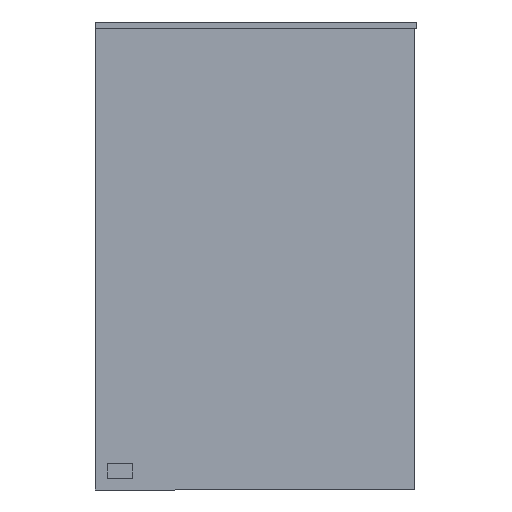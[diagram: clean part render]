
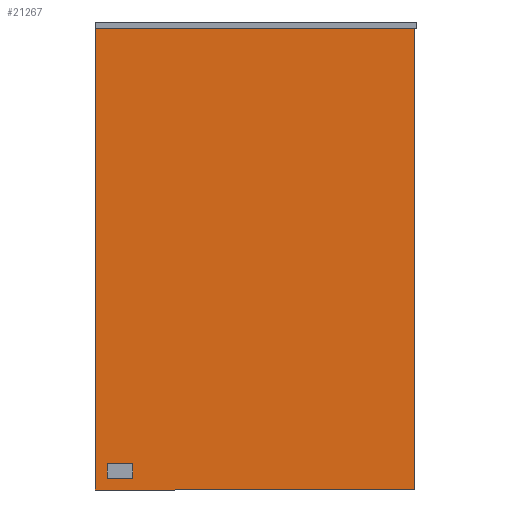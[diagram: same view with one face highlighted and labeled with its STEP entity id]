
A CAD part, left-side view. The second image highlights one B-rep face of the part: STEP entity #21267.
In plain terms, the highlighted planar face has unit normal (-1, 0, 0).
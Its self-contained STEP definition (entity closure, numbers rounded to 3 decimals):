
#1302=PLANE('',#23715);
#2366=FACE_OUTER_BOUND('',#3581,.T.);
#3581=EDGE_LOOP('',(#18572,#18573,#18574,#18575));
#5560=LINE('',#36689,#7664);
#5564=LINE('',#36697,#7668);
#5567=LINE('',#36703,#7671);
#5570=LINE('',#36708,#7674);
#7664=VECTOR('',#28805,1.);
#7668=VECTOR('',#28811,1.);
#7671=VECTOR('',#28816,1.);
#7674=VECTOR('',#28821,1.);
#10424=VERTEX_POINT('',#36687);
#10425=VERTEX_POINT('',#36688);
#10428=VERTEX_POINT('',#36696);
#10430=VERTEX_POINT('',#36702);
#13220=EDGE_CURVE('',#10424,#10425,#5560,.T.);
#13224=EDGE_CURVE('',#10428,#10424,#5564,.T.);
#13227=EDGE_CURVE('',#10430,#10428,#5567,.T.);
#13230=EDGE_CURVE('',#10425,#10430,#5570,.T.);
#18572=ORIENTED_EDGE('',*,*,#13230,.F.);
#18573=ORIENTED_EDGE('',*,*,#13220,.F.);
#18574=ORIENTED_EDGE('',*,*,#13224,.F.);
#18575=ORIENTED_EDGE('',*,*,#13227,.F.);
#21267=ADVANCED_FACE('',(#2366),#1302,.F.);
#23715=AXIS2_PLACEMENT_3D('',#36711,#28825,#28826);
#28805=DIRECTION('',(0.,1.,0.));
#28811=DIRECTION('',(0.,0.,-1.));
#28816=DIRECTION('',(0.,-1.,0.));
#28821=DIRECTION('',(0.,0.,1.));
#28825=DIRECTION('center_axis',(1.,0.,0.));
#28826=DIRECTION('ref_axis',(0.,0.,-1.));
#36687=CARTESIAN_POINT('',(0.,-378.,0.));
#36688=CARTESIAN_POINT('',(0.,0.,0.));
#36689=CARTESIAN_POINT('',(0.,-378.,0.));
#36696=CARTESIAN_POINT('',(0.,-378.,546.));
#36697=CARTESIAN_POINT('',(0.,-378.,546.));
#36702=CARTESIAN_POINT('',(0.,0.,546.));
#36703=CARTESIAN_POINT('',(0.,0.,546.));
#36708=CARTESIAN_POINT('',(0.,0.,0.));
#36711=CARTESIAN_POINT('Origin',(0.,-189.,273.));
